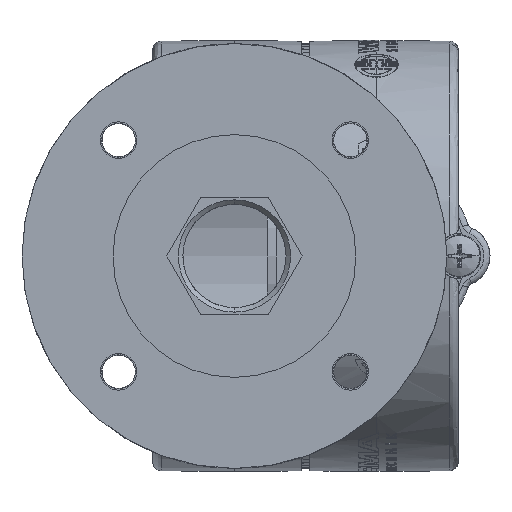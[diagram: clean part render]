
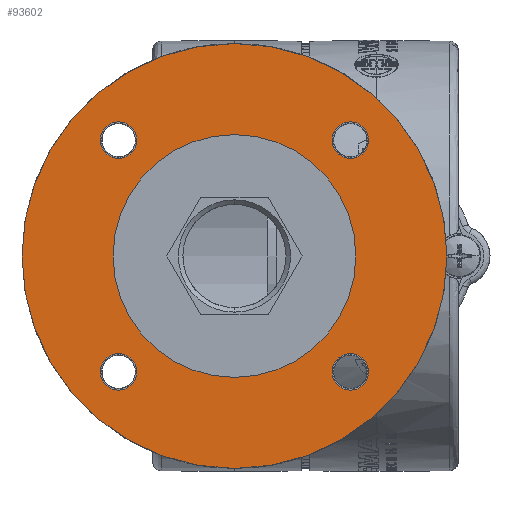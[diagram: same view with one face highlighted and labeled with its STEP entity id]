
A CAD part, front view. The second image highlights one B-rep face of the part: STEP entity #93602.
In plain terms, the highlighted planar face has unit normal (0, -1, 0).
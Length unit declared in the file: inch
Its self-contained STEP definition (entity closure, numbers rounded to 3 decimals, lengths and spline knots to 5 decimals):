
#368 = DIRECTION ( 'NONE',  ( 0., 1., 0. ) ) ;
#975 = DIRECTION ( 'NONE',  ( 0., 0., -1. ) ) ;
#3967 = EDGE_LOOP ( 'NONE', ( #15037, #5320 ) ) ;
#4319 = VERTEX_POINT ( 'NONE', #52144 ) ;
#4648 = CARTESIAN_POINT ( 'NONE',  ( 0.75165, -2.1063, 0.75165 ) ) ;
#4952 = CARTESIAN_POINT ( 'NONE',  ( 0.75165, -2.1063, 0.63354 ) ) ;
#5172 = DIRECTION ( 'NONE',  ( 0., 1., 0. ) ) ;
#5320 = ORIENTED_EDGE ( 'NONE', *, *, #87097, .T. ) ;
#7903 = DIRECTION ( 'NONE',  ( 0., 0., -1. ) ) ;
#11703 = CARTESIAN_POINT ( 'NONE',  ( 0., -2.1063, -0.7874 ) ) ;
#11771 = DIRECTION ( 'NONE',  ( 0., 1., 0. ) ) ;
#13062 = VERTEX_POINT ( 'NONE', #11703 ) ;
#13224 = CARTESIAN_POINT ( 'NONE',  ( -0.75165, -2.1063, 0.86976 ) ) ;
#13534 = DIRECTION ( 'NONE',  ( 0., 0., -1. ) ) ;
#15037 = ORIENTED_EDGE ( 'NONE', *, *, #73235, .T. ) ;
#15378 = AXIS2_PLACEMENT_3D ( 'NONE', #23637, #84889, #32397 ) ;
#15463 = FACE_BOUND ( 'NONE', #33147, .T. ) ;
#17602 = CIRCLE ( 'NONE', #37506, 0.7874 ) ;
#17626 = CIRCLE ( 'NONE', #101330, 0.11811 ) ;
#18039 = CARTESIAN_POINT ( 'NONE',  ( -0.75165, -2.1063, -0.75165 ) ) ;
#18206 = FACE_BOUND ( 'NONE', #3967, .T. ) ;
#18679 = CARTESIAN_POINT ( 'NONE',  ( 0., -2.1063, -1.37795 ) ) ;
#22199 = VERTEX_POINT ( 'NONE', #4952 ) ;
#22403 = CIRCLE ( 'NONE', #23226, 0.7874 ) ;
#22429 = PLANE ( 'NONE',  #96135 ) ;
#23226 = AXIS2_PLACEMENT_3D ( 'NONE', #64216, #11771, #73045 ) ;
#23637 = CARTESIAN_POINT ( 'NONE',  ( -0.75165, -2.1063, 0.75165 ) ) ;
#26337 = EDGE_CURVE ( 'NONE', #13062, #71567, #17602, .T. ) ;
#26761 = DIRECTION ( 'NONE',  ( 0., 0., -1. ) ) ;
#27034 = ORIENTED_EDGE ( 'NONE', *, *, #77103, .F. ) ;
#27176 = CIRCLE ( 'NONE', #46204, 0.11811 ) ;
#28486 = CARTESIAN_POINT ( 'NONE',  ( 0., -2.1063, 1.37795 ) ) ;
#28806 = DIRECTION ( 'NONE',  ( 0., 1., 0. ) ) ;
#29442 = CIRCLE ( 'NONE', #35466, 0.11811 ) ;
#29700 = EDGE_CURVE ( 'NONE', #71567, #13062, #22403, .T. ) ;
#31232 = EDGE_CURVE ( 'NONE', #22199, #97881, #68489, .T. ) ;
#32115 = AXIS2_PLACEMENT_3D ( 'NONE', #47032, #108118, #55822 ) ;
#32397 = DIRECTION ( 'NONE',  ( 0., 0., -1. ) ) ;
#32903 = AXIS2_PLACEMENT_3D ( 'NONE', #4648, #65994, #13534 ) ;
#33147 = EDGE_LOOP ( 'NONE', ( #78812, #92749 ) ) ;
#34805 = ORIENTED_EDGE ( 'NONE', *, *, #52700, .T. ) ;
#35466 = AXIS2_PLACEMENT_3D ( 'NONE', #57663, #5172, #66489 ) ;
#36282 = AXIS2_PLACEMENT_3D ( 'NONE', #18039, #79343, #26761 ) ;
#37506 = AXIS2_PLACEMENT_3D ( 'NONE', #81352, #28806, #90092 ) ;
#38748 = FACE_BOUND ( 'NONE', #67689, .T. ) ;
#40268 = ORIENTED_EDGE ( 'NONE', *, *, #51727, .T. ) ;
#40422 = DIRECTION ( 'NONE',  ( 0., 1., 0. ) ) ;
#40720 = EDGE_LOOP ( 'NONE', ( #27034, #53712 ) ) ;
#42080 = CARTESIAN_POINT ( 'NONE',  ( 0.75165, -2.1063, -0.86976 ) ) ;
#43174 = CARTESIAN_POINT ( 'NONE',  ( -0.75165, -2.1063, -0.63354 ) ) ;
#45830 = DIRECTION ( 'NONE',  ( 0., 1., 0. ) ) ;
#46204 = AXIS2_PLACEMENT_3D ( 'NONE', #105781, #53455, #975 ) ;
#47032 = CARTESIAN_POINT ( 'NONE',  ( 0., -2.1063, 0. ) ) ;
#48946 = EDGE_LOOP ( 'NONE', ( #40268, #80291 ) ) ;
#48959 = CIRCLE ( 'NONE', #109554, 0.11811 ) ;
#49361 = EDGE_CURVE ( 'NONE', #74785, #57979, #74507, .T. ) ;
#49517 = CARTESIAN_POINT ( 'NONE',  ( -0.75165, -2.1063, -0.75165 ) ) ;
#51727 = EDGE_CURVE ( 'NONE', #58410, #107386, #17626, .T. ) ;
#52144 = CARTESIAN_POINT ( 'NONE',  ( 0.75165, -2.1063, -0.63354 ) ) ;
#52700 = EDGE_CURVE ( 'NONE', #93344, #4319, #29442, .T. ) ;
#52843 = CARTESIAN_POINT ( 'NONE',  ( -0.75165, -2.1063, 0.75165 ) ) ;
#53455 = DIRECTION ( 'NONE',  ( 0., 1., 0. ) ) ;
#53712 = ORIENTED_EDGE ( 'NONE', *, *, #49361, .F. ) ;
#55822 = DIRECTION ( 'NONE',  ( 0., 0., -1. ) ) ;
#57663 = CARTESIAN_POINT ( 'NONE',  ( 0.75165, -2.1063, -0.75165 ) ) ;
#57979 = VERTEX_POINT ( 'NONE', #18679 ) ;
#58321 = DIRECTION ( 'NONE',  ( 0., 0., -1. ) ) ;
#58410 = VERTEX_POINT ( 'NONE', #74414 ) ;
#59772 = AXIS2_PLACEMENT_3D ( 'NONE', #52843, #368, #61665 ) ;
#60384 = DIRECTION ( 'NONE',  ( 0., 1., 0. ) ) ;
#61665 = DIRECTION ( 'NONE',  ( 0., 0., -1. ) ) ;
#62033 = FACE_BOUND ( 'NONE', #99312, .T. ) ;
#63210 = ORIENTED_EDGE ( 'NONE', *, *, #31232, .T. ) ;
#64216 = CARTESIAN_POINT ( 'NONE',  ( 0., -2.1063, 0. ) ) ;
#65812 = CARTESIAN_POINT ( 'NONE',  ( 0.75165, -2.1063, 0.86976 ) ) ;
#65994 = DIRECTION ( 'NONE',  ( 0., 1., 0. ) ) ;
#66214 = AXIS2_PLACEMENT_3D ( 'NONE', #112690, #60384, #7903 ) ;
#66489 = DIRECTION ( 'NONE',  ( 0., 0., -1. ) ) ;
#67689 = EDGE_LOOP ( 'NONE', ( #34805, #94856 ) ) ;
#68274 = CARTESIAN_POINT ( 'NONE',  ( 0., -2.1063, 0.7874 ) ) ;
#68489 = CIRCLE ( 'NONE', #32903, 0.11811 ) ;
#68862 = CIRCLE ( 'NONE', #15378, 0.11811 ) ;
#70990 = EDGE_CURVE ( 'NONE', #107386, #58410, #101909, .T. ) ;
#71415 = CIRCLE ( 'NONE', #59772, 0.11811 ) ;
#71567 = VERTEX_POINT ( 'NONE', #68274 ) ;
#73045 = DIRECTION ( 'NONE',  ( 0., 0., -1. ) ) ;
#73235 = EDGE_CURVE ( 'NONE', #97476, #112525, #71415, .T. ) ;
#74414 = CARTESIAN_POINT ( 'NONE',  ( -0.75165, -2.1063, -0.86976 ) ) ;
#74507 = CIRCLE ( 'NONE', #32115, 1.37795 ) ;
#74785 = VERTEX_POINT ( 'NONE', #28486 ) ;
#75508 = CARTESIAN_POINT ( 'NONE',  ( -0.75165, -2.1063, 0.63354 ) ) ;
#77103 = EDGE_CURVE ( 'NONE', #57979, #74785, #77824, .T. ) ;
#77824 = CIRCLE ( 'NONE', #66214, 1.37795 ) ;
#78812 = ORIENTED_EDGE ( 'NONE', *, *, #26337, .T. ) ;
#79343 = DIRECTION ( 'NONE',  ( 0., 1., 0. ) ) ;
#80291 = ORIENTED_EDGE ( 'NONE', *, *, #70990, .T. ) ;
#81352 = CARTESIAN_POINT ( 'NONE',  ( 0., -2.1063, 0. ) ) ;
#84889 = DIRECTION ( 'NONE',  ( 0., 1., 0. ) ) ;
#87097 = EDGE_CURVE ( 'NONE', #112525, #97476, #68862, .T. ) ;
#88707 = ORIENTED_EDGE ( 'NONE', *, *, #113074, .T. ) ;
#90092 = DIRECTION ( 'NONE',  ( 0., 0., -1. ) ) ;
#92749 = ORIENTED_EDGE ( 'NONE', *, *, #29700, .T. ) ;
#92841 = CARTESIAN_POINT ( 'NONE',  ( 0., -2.1063, 0. ) ) ;
#93344 = VERTEX_POINT ( 'NONE', #42080 ) ;
#93602 = ADVANCED_FACE ( 'NONE', ( #108457, #62033, #18206, #38748, #15463, #105726 ), #22429, .F. ) ;
#94856 = ORIENTED_EDGE ( 'NONE', *, *, #109263, .T. ) ;
#96135 = AXIS2_PLACEMENT_3D ( 'NONE', #92841, #40422, #101596 ) ;
#97476 = VERTEX_POINT ( 'NONE', #75508 ) ;
#97881 = VERTEX_POINT ( 'NONE', #65812 ) ;
#98207 = CARTESIAN_POINT ( 'NONE',  ( 0.75165, -2.1063, 0.75165 ) ) ;
#99312 = EDGE_LOOP ( 'NONE', ( #63210, #88707 ) ) ;
#101330 = AXIS2_PLACEMENT_3D ( 'NONE', #49517, #110627, #58321 ) ;
#101596 = DIRECTION ( 'NONE',  ( 0., 0., 1. ) ) ;
#101909 = CIRCLE ( 'NONE', #36282, 0.11811 ) ;
#105726 = FACE_OUTER_BOUND ( 'NONE', #40720, .T. ) ;
#105781 = CARTESIAN_POINT ( 'NONE',  ( 0.75165, -2.1063, -0.75165 ) ) ;
#106926 = DIRECTION ( 'NONE',  ( 0., 0., -1. ) ) ;
#107386 = VERTEX_POINT ( 'NONE', #43174 ) ;
#108118 = DIRECTION ( 'NONE',  ( 0., 1., 0. ) ) ;
#108457 = FACE_BOUND ( 'NONE', #48946, .T. ) ;
#109263 = EDGE_CURVE ( 'NONE', #4319, #93344, #27176, .T. ) ;
#109554 = AXIS2_PLACEMENT_3D ( 'NONE', #98207, #45830, #106926 ) ;
#110627 = DIRECTION ( 'NONE',  ( 0., 1., 0. ) ) ;
#112525 = VERTEX_POINT ( 'NONE', #13224 ) ;
#112690 = CARTESIAN_POINT ( 'NONE',  ( 0., -2.1063, 0. ) ) ;
#113074 = EDGE_CURVE ( 'NONE', #97881, #22199, #48959, .T. ) ;
